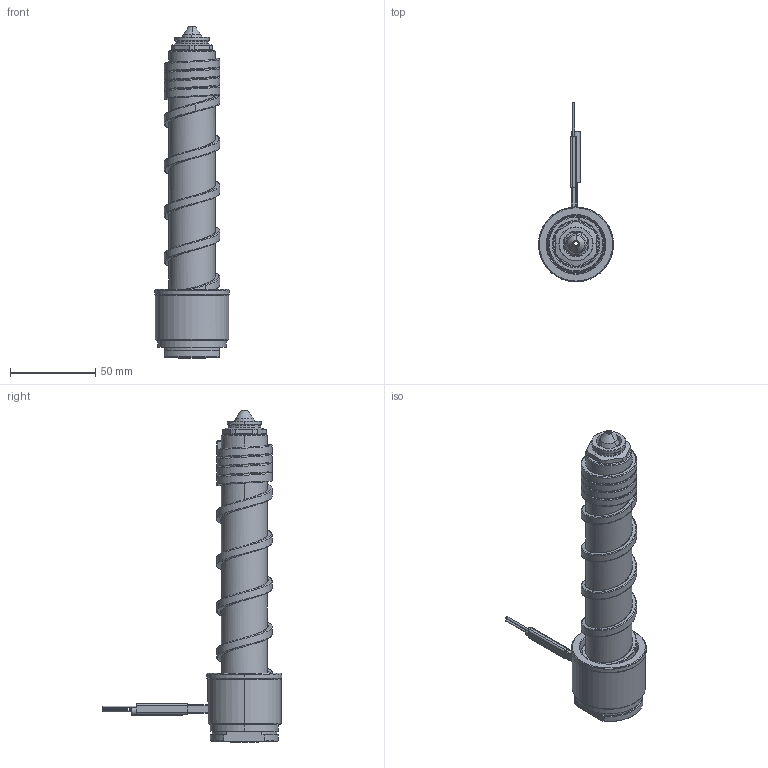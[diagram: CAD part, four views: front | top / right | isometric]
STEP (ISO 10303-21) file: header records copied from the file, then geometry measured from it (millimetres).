
FILE_DESCRIPTION((''),'2;1');
FILE_NAME('EL-196-AKM-N_ASM','2014-02-20T',('Íàòàëüÿ'),('IMID'),'PRO/ENGINEER BY PARAMETRIC TECHNOLOGY CORPORATION, 2010480','PRO/ENGINEER BY PARAMETRIC TECHNOLOGY CORPORATION, 2010480','');
FILE_SCHEMA(('CONFIG_CONTROL_DESIGN'));
Length unit declared in the file: millimetre
Products named in the file (3): EL-196-AKM; CMEL-1435_FORSUNKA; EL-196-AKM-N_ASM
Assembly tree (2 placements, depth 2):
  EL-196-AKM-N_ASM
    EL-196-AKM
    CMEL-1435_FORSUNKA
Bounding box: 44 x 105.5 x 194.8 mm (x, y, z)
Volume: 132468.5 mm3; surface area: 49515.2 mm2
Topology: 2 solids, 8 shells, 343 faces, 953 edges, 607 vertices
Faces by surface type: cylinder 120, bspline 64, cone 62, plane 54, torus 30, revolution 9, extrusion 4
Entity records: 19883 total; most frequent: CARTESIAN_POINT 11273, ORIENTED_EDGE 1866, DIRECTION 1720, EDGE_CURVE 945, AXIS2_PLACEMENT_3D 704, VERTEX_POINT 607, CIRCLE 431, EDGE_LOOP 368
